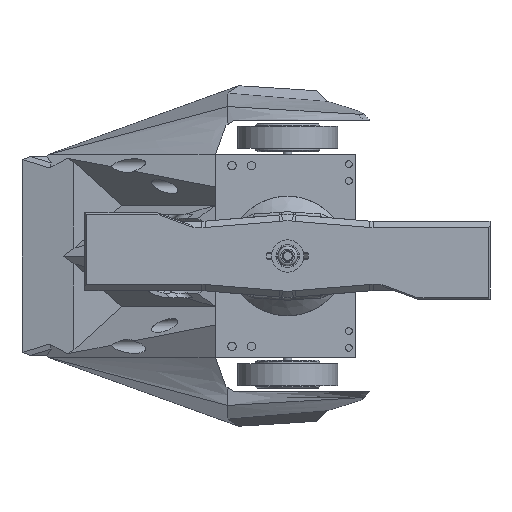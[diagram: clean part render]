
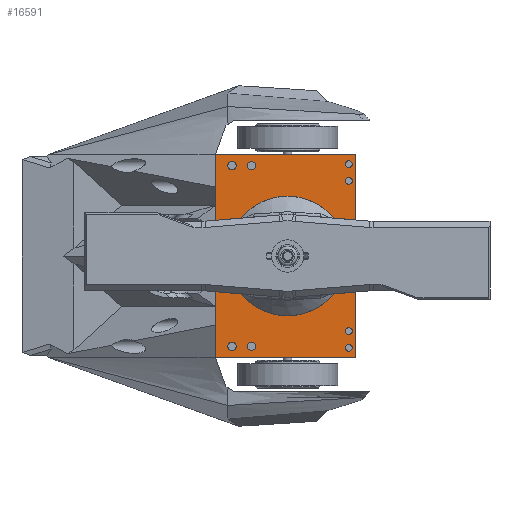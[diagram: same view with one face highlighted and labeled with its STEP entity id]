
A CAD part, front view. The second image highlights one B-rep face of the part: STEP entity #16591.
In plain terms, the highlighted face is planar.
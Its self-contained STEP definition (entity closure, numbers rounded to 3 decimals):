
#997=FACE_BOUND('',#3170,.T.);
#998=FACE_BOUND('',#3171,.T.);
#999=FACE_BOUND('',#3172,.T.);
#1000=FACE_BOUND('',#3173,.T.);
#1001=FACE_BOUND('',#3174,.T.);
#1002=FACE_BOUND('',#3175,.T.);
#1003=FACE_BOUND('',#3176,.T.);
#1004=FACE_BOUND('',#3177,.T.);
#1005=FACE_BOUND('',#3178,.T.);
#1306=CIRCLE('',#18074,2.);
#1308=CIRCLE('',#18077,1.25);
#1309=CIRCLE('',#18079,1.25);
#1310=CIRCLE('',#18081,1.5);
#1311=CIRCLE('',#18083,1.5);
#1312=CIRCLE('',#18085,1.25);
#1313=CIRCLE('',#18087,1.25);
#1314=CIRCLE('',#18089,1.5);
#1315=CIRCLE('',#18091,1.5);
#2206=FACE_OUTER_BOUND('',#3169,.T.);
#3169=EDGE_LOOP('',(#12252,#12253,#12254,#12255));
#3170=EDGE_LOOP('',(#12256));
#3171=EDGE_LOOP('',(#12257));
#3172=EDGE_LOOP('',(#12258));
#3173=EDGE_LOOP('',(#12259));
#3174=EDGE_LOOP('',(#12260));
#3175=EDGE_LOOP('',(#12261));
#3176=EDGE_LOOP('',(#12262));
#3177=EDGE_LOOP('',(#12263));
#3178=EDGE_LOOP('',(#12264));
#4406=LINE('',#26215,#5726);
#4408=LINE('',#26219,#5728);
#4410=LINE('',#26223,#5730);
#4412=LINE('',#26226,#5732);
#5726=VECTOR('',#20952,10.);
#5728=VECTOR('',#20956,10.);
#5730=VECTOR('',#20960,10.);
#5732=VECTOR('',#20964,10.);
#7061=VERTEX_POINT('',#26174);
#7063=VERTEX_POINT('',#26180);
#7064=VERTEX_POINT('',#26184);
#7065=VERTEX_POINT('',#26188);
#7066=VERTEX_POINT('',#26192);
#7067=VERTEX_POINT('',#26196);
#7068=VERTEX_POINT('',#26200);
#7069=VERTEX_POINT('',#26204);
#7070=VERTEX_POINT('',#26208);
#7071=VERTEX_POINT('',#26212);
#7072=VERTEX_POINT('',#26214);
#7073=VERTEX_POINT('',#26218);
#7074=VERTEX_POINT('',#26222);
#8945=EDGE_CURVE('',#7061,#7061,#1306,.T.);
#8949=EDGE_CURVE('',#7063,#7063,#1308,.T.);
#8951=EDGE_CURVE('',#7064,#7064,#1309,.T.);
#8953=EDGE_CURVE('',#7065,#7065,#1310,.T.);
#8955=EDGE_CURVE('',#7066,#7066,#1311,.T.);
#8957=EDGE_CURVE('',#7067,#7067,#1312,.T.);
#8959=EDGE_CURVE('',#7068,#7068,#1313,.T.);
#8961=EDGE_CURVE('',#7069,#7069,#1314,.T.);
#8963=EDGE_CURVE('',#7070,#7070,#1315,.T.);
#8965=EDGE_CURVE('',#7072,#7071,#4406,.T.);
#8967=EDGE_CURVE('',#7073,#7072,#4408,.T.);
#8969=EDGE_CURVE('',#7074,#7073,#4410,.T.);
#8971=EDGE_CURVE('',#7071,#7074,#4412,.T.);
#12252=ORIENTED_EDGE('',*,*,#8971,.T.);
#12253=ORIENTED_EDGE('',*,*,#8969,.T.);
#12254=ORIENTED_EDGE('',*,*,#8967,.T.);
#12255=ORIENTED_EDGE('',*,*,#8965,.T.);
#12256=ORIENTED_EDGE('',*,*,#8945,.T.);
#12257=ORIENTED_EDGE('',*,*,#8963,.T.);
#12258=ORIENTED_EDGE('',*,*,#8961,.T.);
#12259=ORIENTED_EDGE('',*,*,#8959,.T.);
#12260=ORIENTED_EDGE('',*,*,#8957,.T.);
#12261=ORIENTED_EDGE('',*,*,#8955,.T.);
#12262=ORIENTED_EDGE('',*,*,#8953,.T.);
#12263=ORIENTED_EDGE('',*,*,#8951,.T.);
#12264=ORIENTED_EDGE('',*,*,#8949,.T.);
#15895=PLANE('',#18096);
#16591=ADVANCED_FACE('',(#2206,#997,#998,#999,#1000,#1001,#1002,#1003,#1004,
#1005),#15895,.T.);
#18074=AXIS2_PLACEMENT_3D('',#26175,#20904,#20905);
#18077=AXIS2_PLACEMENT_3D('',#26182,#20912,#20913);
#18079=AXIS2_PLACEMENT_3D('',#26186,#20917,#20918);
#18081=AXIS2_PLACEMENT_3D('',#26190,#20922,#20923);
#18083=AXIS2_PLACEMENT_3D('',#26194,#20927,#20928);
#18085=AXIS2_PLACEMENT_3D('',#26198,#20932,#20933);
#18087=AXIS2_PLACEMENT_3D('',#26202,#20937,#20938);
#18089=AXIS2_PLACEMENT_3D('',#26206,#20942,#20943);
#18091=AXIS2_PLACEMENT_3D('',#26210,#20947,#20948);
#18096=AXIS2_PLACEMENT_3D('',#26227,#20965,#20966);
#20904=DIRECTION('center_axis',(0.,0.,-1.));
#20905=DIRECTION('ref_axis',(1.,0.,0.));
#20912=DIRECTION('center_axis',(0.,0.,-1.));
#20913=DIRECTION('ref_axis',(-1.,0.,0.));
#20917=DIRECTION('center_axis',(0.,0.,-1.));
#20918=DIRECTION('ref_axis',(-1.,0.,0.));
#20922=DIRECTION('center_axis',(0.,0.,-1.));
#20923=DIRECTION('ref_axis',(-1.,0.,0.));
#20927=DIRECTION('center_axis',(0.,0.,-1.));
#20928=DIRECTION('ref_axis',(-1.,0.,0.));
#20932=DIRECTION('center_axis',(0.,0.,-1.));
#20933=DIRECTION('ref_axis',(-1.,0.,0.));
#20937=DIRECTION('center_axis',(0.,0.,-1.));
#20938=DIRECTION('ref_axis',(-1.,0.,0.));
#20942=DIRECTION('center_axis',(0.,0.,-1.));
#20943=DIRECTION('ref_axis',(-1.,0.,0.));
#20947=DIRECTION('center_axis',(0.,0.,-1.));
#20948=DIRECTION('ref_axis',(-1.,0.,0.));
#20952=DIRECTION('',(0.,1.,0.));
#20956=DIRECTION('',(1.,0.,0.));
#20960=DIRECTION('',(0.,-1.,0.));
#20964=DIRECTION('',(-1.,0.,0.));
#20965=DIRECTION('center_axis',(0.,0.,1.));
#20966=DIRECTION('ref_axis',(1.,0.,0.));
#26174=CARTESIAN_POINT('',(-2.,0.,3.));
#26175=CARTESIAN_POINT('Origin',(0.,0.,3.));
#26180=CARTESIAN_POINT('',(23.25,-27.,3.));
#26182=CARTESIAN_POINT('Origin',(22.,-27.,3.));
#26184=CARTESIAN_POINT('',(23.25,-33.,3.));
#26186=CARTESIAN_POINT('Origin',(22.,-33.,3.));
#26188=CARTESIAN_POINT('',(-11.5,-32.5,3.));
#26190=CARTESIAN_POINT('Origin',(-13.,-32.5,3.));
#26192=CARTESIAN_POINT('',(-18.5,-32.5,3.));
#26194=CARTESIAN_POINT('Origin',(-20.,-32.5,3.));
#26196=CARTESIAN_POINT('',(23.25,27.,3.));
#26198=CARTESIAN_POINT('Origin',(22.,27.,3.));
#26200=CARTESIAN_POINT('',(23.25,33.,3.));
#26202=CARTESIAN_POINT('Origin',(22.,33.,3.));
#26204=CARTESIAN_POINT('',(-11.5,32.5,3.));
#26206=CARTESIAN_POINT('Origin',(-13.,32.5,3.));
#26208=CARTESIAN_POINT('',(-18.5,32.5,3.));
#26210=CARTESIAN_POINT('Origin',(-20.,32.5,3.));
#26212=CARTESIAN_POINT('',(24.5,36.5,3.));
#26214=CARTESIAN_POINT('',(24.5,-36.5,3.));
#26215=CARTESIAN_POINT('',(24.5,-36.5,3.));
#26218=CARTESIAN_POINT('',(-26.,-36.5,3.));
#26219=CARTESIAN_POINT('',(-26.,-36.5,3.));
#26222=CARTESIAN_POINT('',(-26.,36.5,3.));
#26223=CARTESIAN_POINT('',(-26.,36.5,3.));
#26226=CARTESIAN_POINT('',(24.5,36.5,3.));
#26227=CARTESIAN_POINT('Origin',(-0.75,0.,3.));
